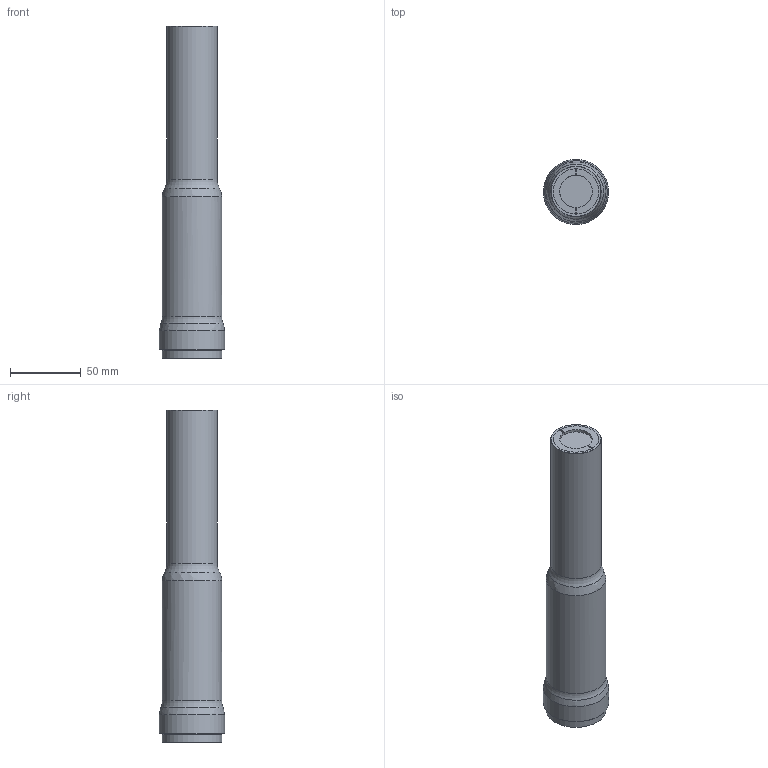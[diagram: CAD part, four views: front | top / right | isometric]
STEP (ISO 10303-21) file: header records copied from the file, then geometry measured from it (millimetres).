
FILE_DESCRIPTION(/* description */ (''),/* implementation_level */ '2;1');
FILE_NAME(/* name */ '100.615.000.26_TO4.5_43.4-48-F-WN.stp',/* time_stamp */ '2022-01-06T10:10:48+01:00',/* author */ (''),/* organization */ ('Vision & Control'),/* preprocessor_version */ 'ST-DEVELOPER v16.5',/* originating_system */ 'Autodesk Inventor 2017',/* authorisation */ '');
FILE_SCHEMA (('AUTOMOTIVE_DESIGN { 1 0 10303 214 3 1 1 }'));
Length unit declared in the file: millimetre
Products named in the file (1): TO4.5_43.4-48-F-WN
Bounding box: 45.94 x 45.94 x 234 mm (x, y, z)
Volume: 275818.2 mm3; surface area: 33035.8 mm2
Topology: 1 solids, 1 shells, 40 faces, 94 edges, 61 vertices
Faces by surface type: plane 21, cylinder 13, cone 2, torus 2, bspline 2
Full cylindrical faces by diameter (mm): 23 x1, 35.5 x1, 37 x1, 40.5 x1, 42 x2, 46 x1
Entity records: 1193 total; most frequent: CARTESIAN_POINT 233, DIRECTION 188, ORIENTED_EDGE 158, EDGE_CURVE 79, AXIS2_PLACEMENT_3D 72, VERTEX_POINT 57, EDGE_LOOP 56, LINE 44
